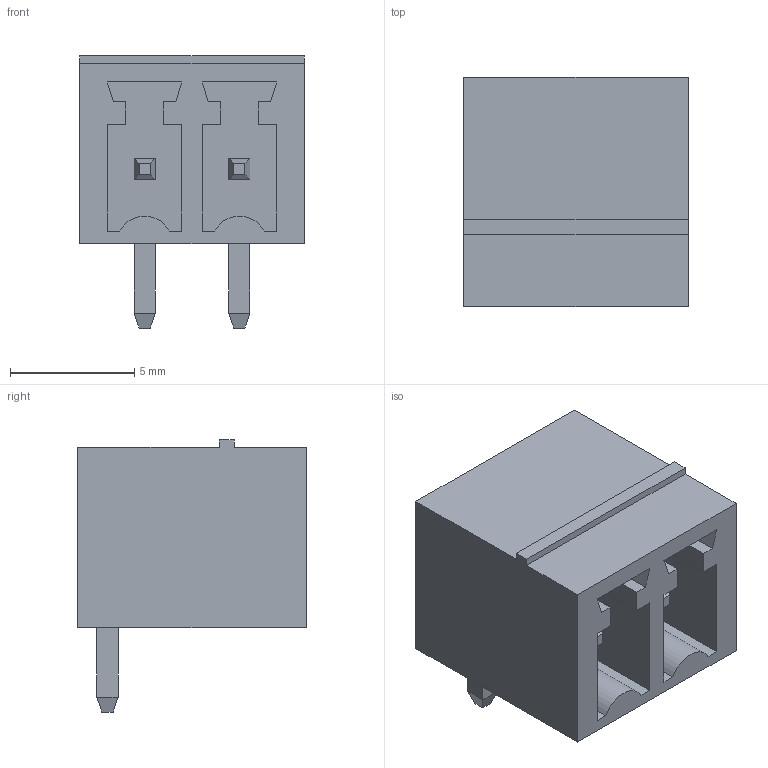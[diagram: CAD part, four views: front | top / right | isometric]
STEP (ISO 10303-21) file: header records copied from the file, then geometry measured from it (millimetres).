
FILE_DESCRIPTION(/* description */ ('model of PhoenixContact_MC-G_02x3.81mm_Angled.'),/* implementation_level */ FILE_NAME(/* name */ 'PhoenixContact_MC-G_02x3.81mm_Angled..stp',/* time_stamp */ '2017-02-23T20:53:47',/* author */ ('Rene Poeschl',''),/* organization */ (''),/* preprocessor_version */ '',/* originating_system */ '',/* authorisation */ '');
FILE_NAME(/* name */ 'PhoenixContact_MC-G_02x3.81mm_Angled..stp',/* time_stamp */ '2017-02-23T20:53:47',/* author */ ('Rene Poeschl',''),/* organization */ (''),/* preprocessor_version */ '',/* originating_system */ '',/* authorisation */ '');
FILE_SCHEMA(('AUTOMOTIVE_DESIGN_CC2 { 1 2 10303 214 -1 1 5 4 }'));
Length unit declared in the file: millimetre
Products named in the file (1): MC_01x02_G_3_81mm
Bounding box: 9.01 x 9.2 x 10.95 mm (x, y, z)
Volume: 408.5 mm3; surface area: 768 mm2
Topology: 1 solids, 1 shells, 76 faces, 188 edges, 120 vertices
Faces by surface type: plane 74, cylinder 2
Entity records: 5151 total; most frequent: CARTESIAN_POINT 805, DIRECTION 688, LINE 524, VECTOR 524, ORIENTED_EDGE 376, PCURVE 376, DEFINITIONAL_REPRESENTATION 376, EDGE_CURVE 188
